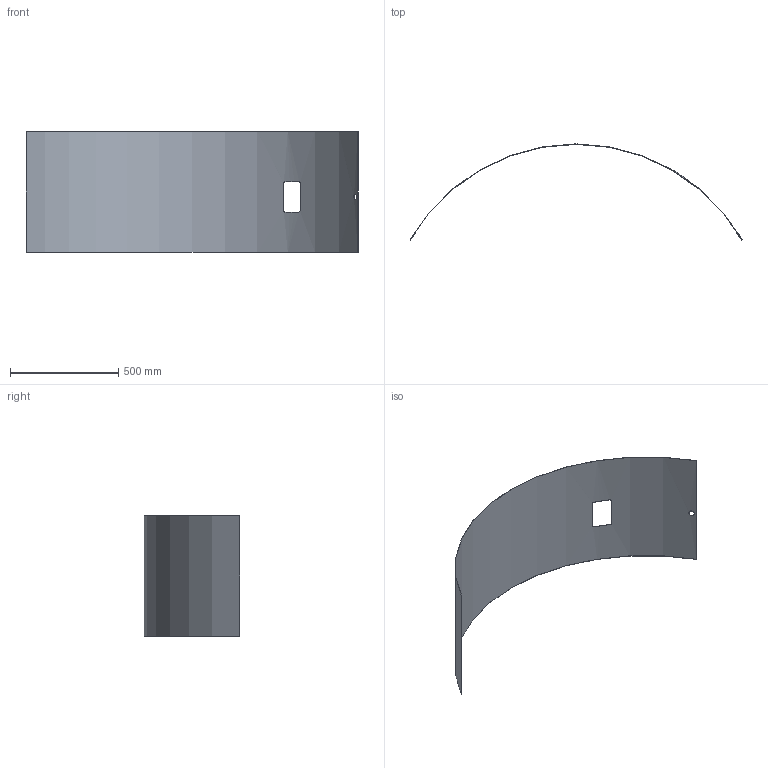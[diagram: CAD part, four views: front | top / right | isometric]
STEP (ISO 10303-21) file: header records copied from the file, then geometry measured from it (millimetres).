
FILE_DESCRIPTION (( 'STEP AP214' ), '1' );
FILE_NAME ('D1000558-v3.STEP', '2013-02-22T18:38:39', ( 'ligo' ), ( 'Microsoft' ), 'SwSTEP 2.0', 'SolidWorks 2013', '' );
FILE_SCHEMA (( 'AUTOMOTIVE_DESIGN' ));
Length unit declared in the file: inch
Products named in the file (1): D1000558-v3
Bounding box: 1533.11 x 443.18 x 557.71 mm (x, y, z)
Volume: 1243924 mm3; surface area: 2047076.6 mm2
Topology: 1 solids, 1 shells, 16 faces, 50 edges, 36 vertices
Faces by surface type: plane 8, cylinder 4, bspline 4
Entity records: 1348 total; most frequent: CARTESIAN_POINT 873, ORIENTED_EDGE 100, DIRECTION 72, EDGE_CURVE 50, VERTEX_POINT 36, VECTOR 30, LINE 30, AXIS2_PLACEMENT_3D 21
